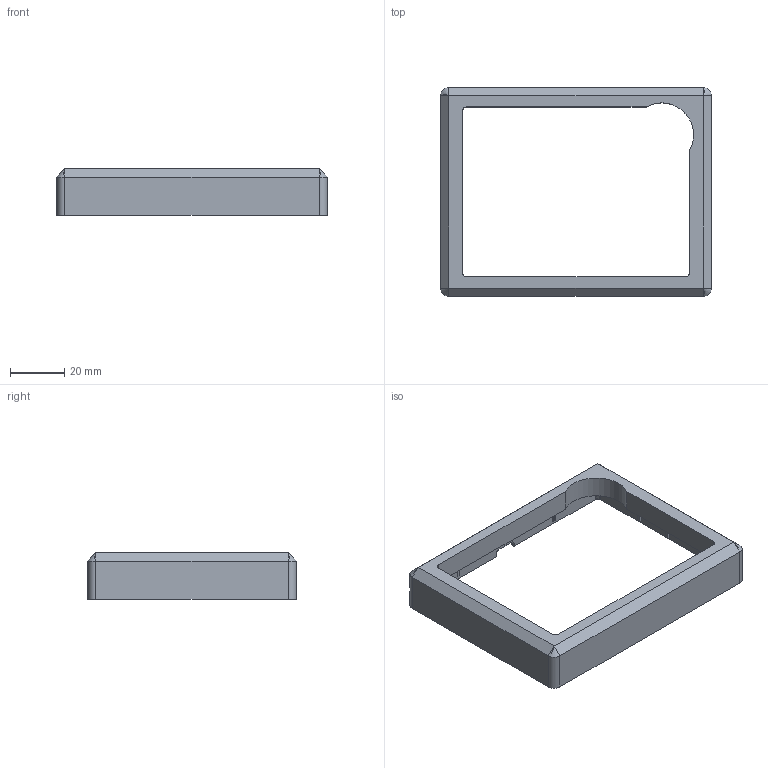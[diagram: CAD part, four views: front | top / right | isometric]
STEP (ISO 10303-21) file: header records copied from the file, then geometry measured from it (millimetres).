
FILE_DESCRIPTION(/* description */ (''),/* implementation_level */ '2;1');
FILE_NAME(/* name */ 'Enclosure_top.step',/* time_stamp */ '2023-11-06T11:53:14+02:00',/* author */ (''),/* organization */ (''),/* preprocessor_version */ 'ST-DEVELOPER v20',/* originating_system */ 'Autodesk Translation Framework v12.14.0.127',/* authorisation */ '');
FILE_SCHEMA (('AUTOMOTIVE_DESIGN { 1 0 10303 214 3 1 1 }'));
Length unit declared in the file: millimetre
Products named in the file (1): Enclosure_top
Bounding box: 99.5 x 76.7 x 17 mm (x, y, z)
Volume: 14660.4 mm3; surface area: 20395.5 mm2
Topology: 1 solids, 5 shells, 210 faces, 572 edges, 368 vertices
Faces by surface type: plane 164, cylinder 34, cone 12
Full cylindrical faces by diameter (mm): 4 x4
Entity records: 6536 total; most frequent: CARTESIAN_POINT 1163, ORIENTED_EDGE 1136, DIRECTION 1066, EDGE_CURVE 568, LINE 476, VECTOR 476, VERTEX_POINT 368, AXIS2_PLACEMENT_3D 295
